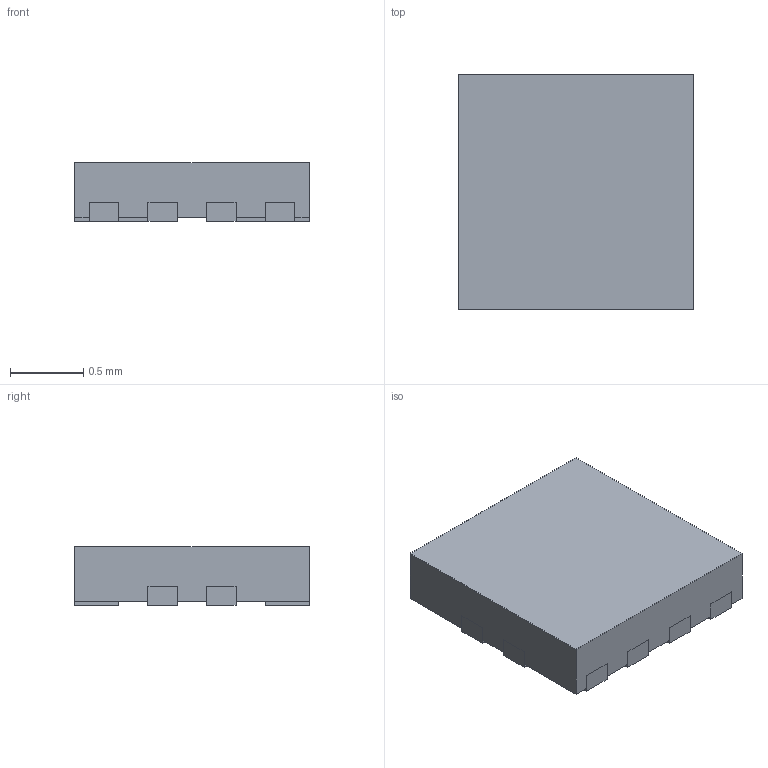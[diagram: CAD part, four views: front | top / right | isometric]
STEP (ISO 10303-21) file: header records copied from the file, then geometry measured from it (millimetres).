
FILE_DESCRIPTION((''),'2;1');
FILE_NAME('RWB0012A_ASM','2017-07-11T09:53:27',('a0412086'),(''),'CREO PARAMETRIC BY PTC INC, 2016510','CREO PARAMETRIC BY PTC INC, 2016510','');
FILE_SCHEMA(('AUTOMOTIVE_DESIGN { 1 0 10303 214 1 1 1 1 }'));
Length unit declared in the file: millimetre
Products named in the file (3): FRAME-RWB0012A; BODY-QFN; RWB0012A_ASM
Assembly tree (2 placements, depth 2):
  RWB0012A_ASM
    FRAME-RWB0012A
    BODY-QFN
Bounding box: 1.6 x 1.6 x 0.4 mm (x, y, z)
Volume: 1 mm3; surface area: 11.9 mm2
Topology: 13 solids, 13 shells, 128 faces, 306 edges, 204 vertices
Faces by surface type: plane 128
Entity records: 5026 total; most frequent: CARTESIAN_POINT 677, ORIENTED_EDGE 612, DIRECTION 611, PRESENTATION_STYLE_ASSIGNMENT 331, STYLED_ITEM 319, VECTOR 306, LINE 306, CURVE_STYLE 306
